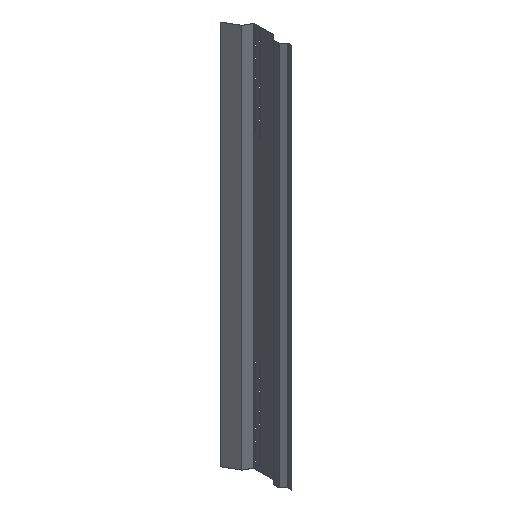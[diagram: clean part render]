
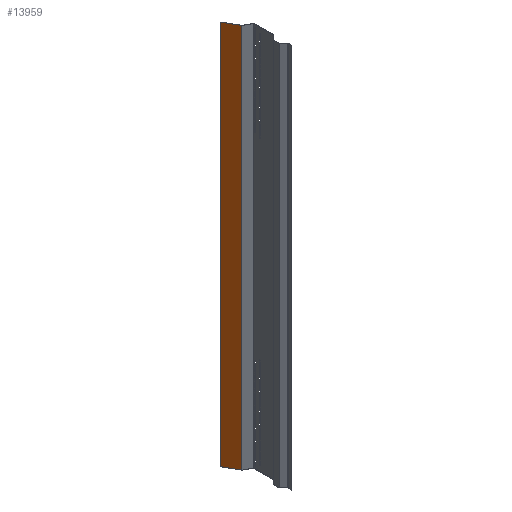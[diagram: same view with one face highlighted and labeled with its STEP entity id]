
A CAD part, isometric view. The second image highlights one B-rep face of the part: STEP entity #13959.
In plain terms, the highlighted planar face has unit normal (-0.866, -0.5, 0).
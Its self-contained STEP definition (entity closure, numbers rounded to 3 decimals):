
#47 = DIRECTION ( 'NONE',  ( -0.5, 0.866, 0. ) ) ;
#187 = EDGE_CURVE ( 'NONE', #9665, #6992, #2088, .T. ) ;
#860 = VECTOR ( 'NONE', #7224, 1000. ) ;
#1357 = EDGE_LOOP ( 'NONE', ( #3289, #5312, #13314, #10226, #10454, #11899 ) ) ;
#1358 = VERTEX_POINT ( 'NONE', #3433 ) ;
#1416 = CARTESIAN_POINT ( 'NONE',  ( -43.301, 240., 1100. ) ) ;
#1764 = DIRECTION ( 'NONE',  ( 0., 0., 1. ) ) ;
#2088 = LINE ( 'NONE', #3192, #860 ) ;
#2552 = EDGE_CURVE ( 'NONE', #1358, #7616, #12889, .T. ) ;
#2938 = CARTESIAN_POINT ( 'NONE',  ( -88.301, 317.942, -1100. ) ) ;
#3192 = CARTESIAN_POINT ( 'NONE',  ( -43.301, 240., -1100. ) ) ;
#3197 = CARTESIAN_POINT ( 'NONE',  ( -88.301, 317.942, 1100. ) ) ;
#3289 = ORIENTED_EDGE ( 'NONE', *, *, #2552, .T. ) ;
#3429 = LINE ( 'NONE', #3590, #6081 ) ;
#3433 = CARTESIAN_POINT ( 'NONE',  ( -43.569, 240.464, 1100. ) ) ;
#3590 = CARTESIAN_POINT ( 'NONE',  ( -43.301, 240., -1100. ) ) ;
#4051 = CARTESIAN_POINT ( 'NONE',  ( -43.301, 240., -1100. ) ) ;
#4152 = EDGE_CURVE ( 'NONE', #15319, #13260, #3429, .T. ) ;
#5028 = CARTESIAN_POINT ( 'NONE',  ( -43.301, 240., -1100. ) ) ;
#5312 = ORIENTED_EDGE ( 'NONE', *, *, #15898, .F. ) ;
#5363 = VECTOR ( 'NONE', #10064, 1000. ) ;
#5828 = CARTESIAN_POINT ( 'NONE',  ( -88.301, 317.942, -1100. ) ) ;
#6081 = VECTOR ( 'NONE', #8620, 1000. ) ;
#6121 = VECTOR ( 'NONE', #12811, 1000. ) ;
#6383 = DIRECTION ( 'NONE',  ( 0.866, 0.5, 0. ) ) ;
#6613 = CARTESIAN_POINT ( 'NONE',  ( -43.301, 240., 1100. ) ) ;
#6992 = VERTEX_POINT ( 'NONE', #10384 ) ;
#7220 = EDGE_CURVE ( 'NONE', #15319, #9665, #14208, .T. ) ;
#7224 = DIRECTION ( 'NONE',  ( 0., 0., 1. ) ) ;
#7616 = VERTEX_POINT ( 'NONE', #3197 ) ;
#8128 = LINE ( 'NONE', #2938, #11550 ) ;
#8620 = DIRECTION ( 'NONE',  ( -0.5, 0.866, 0. ) ) ;
#8633 = EDGE_CURVE ( 'NONE', #1358, #6992, #11821, .T. ) ;
#9665 = VERTEX_POINT ( 'NONE', #4051 ) ;
#10006 = PLANE ( 'NONE',  #14707 ) ;
#10037 = VECTOR ( 'NONE', #14291, 1000. ) ;
#10064 = DIRECTION ( 'NONE',  ( -0.5, 0.866, 0. ) ) ;
#10226 = ORIENTED_EDGE ( 'NONE', *, *, #7220, .T. ) ;
#10277 = CARTESIAN_POINT ( 'NONE',  ( -43.069, 239.598, -1100. ) ) ;
#10384 = CARTESIAN_POINT ( 'NONE',  ( -43.301, 240., 1100. ) ) ;
#10454 = ORIENTED_EDGE ( 'NONE', *, *, #187, .T. ) ;
#11264 = FACE_OUTER_BOUND ( 'NONE', #1357, .T. ) ;
#11550 = VECTOR ( 'NONE', #1764, 1000. ) ;
#11799 = CARTESIAN_POINT ( 'NONE',  ( -43.569, 240.464, -1100. ) ) ;
#11821 = LINE ( 'NONE', #6613, #6121 ) ;
#11899 = ORIENTED_EDGE ( 'NONE', *, *, #8633, .F. ) ;
#12811 = DIRECTION ( 'NONE',  ( 0.5, -0.866, 0. ) ) ;
#12889 = LINE ( 'NONE', #1416, #5363 ) ;
#13260 = VERTEX_POINT ( 'NONE', #5828 ) ;
#13314 = ORIENTED_EDGE ( 'NONE', *, *, #4152, .F. ) ;
#13959 = ADVANCED_FACE ( 'NONE', ( #11264 ), #10006, .F. ) ;
#14208 = LINE ( 'NONE', #10277, #10037 ) ;
#14291 = DIRECTION ( 'NONE',  ( 0.5, -0.866, 0. ) ) ;
#14707 = AXIS2_PLACEMENT_3D ( 'NONE', #5028, #6383, #47 ) ;
#15319 = VERTEX_POINT ( 'NONE', #11799 ) ;
#15898 = EDGE_CURVE ( 'NONE', #13260, #7616, #8128, .T. ) ;
